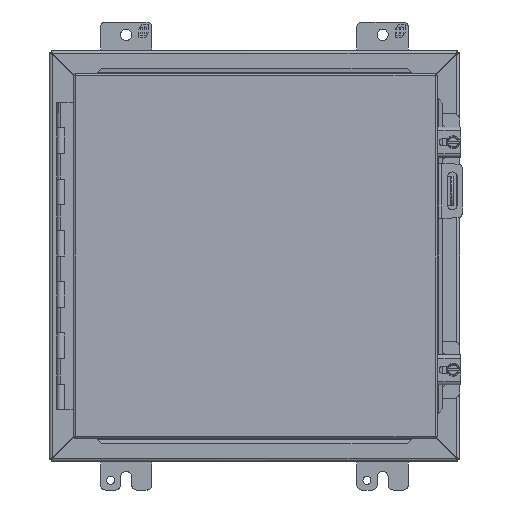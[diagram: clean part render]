
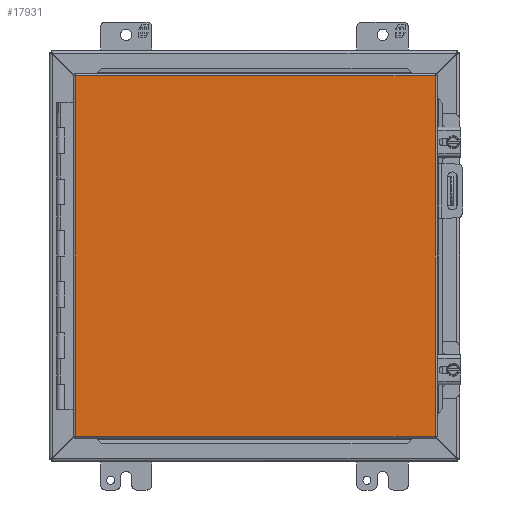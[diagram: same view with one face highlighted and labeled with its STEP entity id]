
A CAD part, front view. The second image highlights one B-rep face of the part: STEP entity #17931.
In plain terms, the highlighted planar face has unit normal (0, -1, 0).
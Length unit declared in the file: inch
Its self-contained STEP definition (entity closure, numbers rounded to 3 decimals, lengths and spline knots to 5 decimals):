
#391 = CARTESIAN_POINT ( 'NONE',  ( 7.04626, -7.18504, 7.02376 ) ) ;
#702 = DIRECTION ( 'NONE',  ( 1., 0., 0. ) ) ;
#1814 = EDGE_CURVE ( 'NONE', #19627, #2979, #6641, .T. ) ;
#2979 = VERTEX_POINT ( 'NONE', #391 ) ;
#3949 = VECTOR ( 'NONE', #15885, 39.37008 ) ;
#5507 = FACE_OUTER_BOUND ( 'NONE', #14903, .T. ) ;
#5572 = ORIENTED_EDGE ( 'NONE', *, *, #17512, .T. ) ;
#6641 = LINE ( 'NONE', #31269, #14274 ) ;
#7367 = EDGE_CURVE ( 'NONE', #13321, #29330, #23471, .T. ) ;
#12632 = AXIS2_PLACEMENT_3D ( 'NONE', #20019, #34423, #26442 ) ;
#13080 = DIRECTION ( 'NONE',  ( 0., 0., 1. ) ) ;
#13321 = VERTEX_POINT ( 'NONE', #24833 ) ;
#14274 = VECTOR ( 'NONE', #13080, 39.37008 ) ;
#14903 = EDGE_LOOP ( 'NONE', ( #5572, #19795, #41702, #23405 ) ) ;
#15684 = CARTESIAN_POINT ( 'NONE',  ( 7.04626, -7.18504, -7.02376 ) ) ;
#15885 = DIRECTION ( 'NONE',  ( 0., 0., -1. ) ) ;
#15908 = LINE ( 'NONE', #15684, #36709 ) ;
#16592 = CARTESIAN_POINT ( 'NONE',  ( -6.98426, -7.18504, -7.02376 ) ) ;
#17512 = EDGE_CURVE ( 'NONE', #2979, #13321, #36183, .T. ) ;
#17931 = ADVANCED_FACE ( 'NONE', ( #5507 ), #37047, .T. ) ;
#19627 = VERTEX_POINT ( 'NONE', #31174 ) ;
#19795 = ORIENTED_EDGE ( 'NONE', *, *, #7367, .T. ) ;
#20019 = CARTESIAN_POINT ( 'NONE',  ( -6.98426, -7.18504, -7.02376 ) ) ;
#23405 = ORIENTED_EDGE ( 'NONE', *, *, #1814, .T. ) ;
#23471 = LINE ( 'NONE', #44685, #3949 ) ;
#24833 = CARTESIAN_POINT ( 'NONE',  ( -6.98426, -7.18504, 7.02376 ) ) ;
#26442 = DIRECTION ( 'NONE',  ( 0., 0., -1. ) ) ;
#26999 = VECTOR ( 'NONE', #32625, 39.37008 ) ;
#29330 = VERTEX_POINT ( 'NONE', #16592 ) ;
#31174 = CARTESIAN_POINT ( 'NONE',  ( 7.04626, -7.18504, -7.02376 ) ) ;
#31269 = CARTESIAN_POINT ( 'NONE',  ( 7.04626, -7.18504, 7.02376 ) ) ;
#32625 = DIRECTION ( 'NONE',  ( -1., 0., 0. ) ) ;
#34423 = DIRECTION ( 'NONE',  ( 0., -1., 0. ) ) ;
#36183 = LINE ( 'NONE', #37096, #26999 ) ;
#36709 = VECTOR ( 'NONE', #702, 39.37008 ) ;
#37047 = PLANE ( 'NONE',  #12632 ) ;
#37096 = CARTESIAN_POINT ( 'NONE',  ( -6.98426, -7.18504, 7.02376 ) ) ;
#41702 = ORIENTED_EDGE ( 'NONE', *, *, #42890, .T. ) ;
#42890 = EDGE_CURVE ( 'NONE', #29330, #19627, #15908, .T. ) ;
#44685 = CARTESIAN_POINT ( 'NONE',  ( -6.98426, -7.18504, -7.02376 ) ) ;
